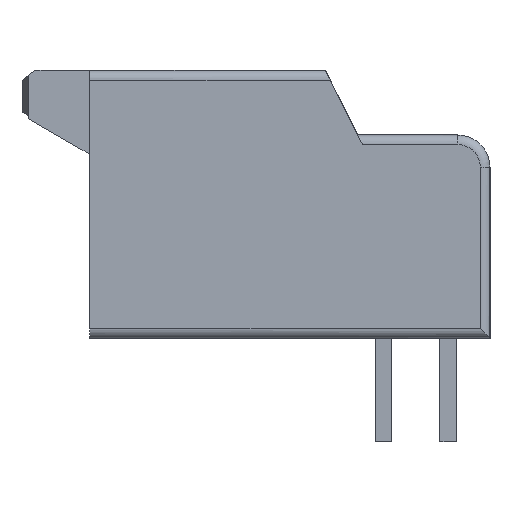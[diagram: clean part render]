
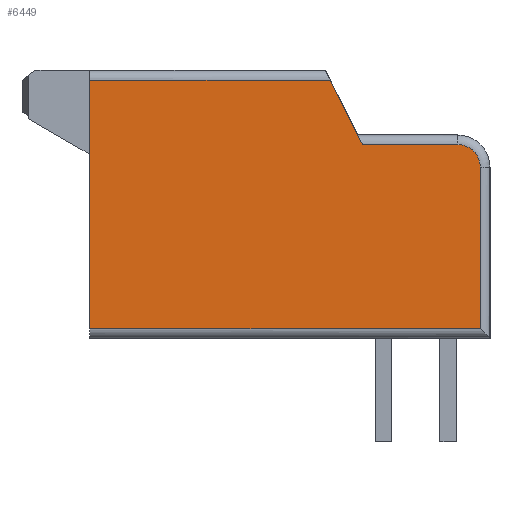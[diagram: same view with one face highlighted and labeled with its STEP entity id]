
A CAD part, left-side view. The second image highlights one B-rep face of the part: STEP entity #6449.
In plain terms, the highlighted planar face has unit normal (-1, 0, 0).
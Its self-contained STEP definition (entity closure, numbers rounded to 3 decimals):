
#54=DIRECTION('',(0.,0.447,0.894));
#55=VECTOR('',#54,2.236);
#56=CARTESIAN_POINT('',(-17.,-6.125,2.1));
#57=LINE('',#56,#55);
#64=CARTESIAN_POINT('',(-17.,-5.125,4.1));
#689=DIRECTION('',(0.,1.,0.));
#690=VECTOR('',#689,7.45);
#691=CARTESIAN_POINT('',(-17.,-5.125,4.1));
#692=LINE('',#691,#690);
#693=DIRECTION('',(0.,1.,0.));
#694=VECTOR('',#693,2.95);
#695=CARTESIAN_POINT('',(-17.,-9.075,2.1));
#696=LINE('',#695,#694);
#697=CARTESIAN_POINT('',(-17.,-9.075,1.4));
#698=DIRECTION('',(-1.,0.,0.));
#699=DIRECTION('',(0.,-1.,0.));
#700=AXIS2_PLACEMENT_3D('',#697,#698,#699);
#702=DIRECTION('',(0.,0.,1.));
#703=VECTOR('',#702,5.);
#704=CARTESIAN_POINT('',(-17.,-9.775,-3.6));
#705=LINE('',#704,#703);
#706=DIRECTION('',(0.,-1.,0.));
#707=VECTOR('',#706,12.1);
#708=CARTESIAN_POINT('',(-17.,2.325,-3.6));
#709=LINE('',#708,#707);
#710=DIRECTION('',(0.,0.,-1.));
#711=VECTOR('',#710,7.7);
#712=CARTESIAN_POINT('',(-17.,2.325,4.1));
#713=LINE('',#712,#711);
#4427=CARTESIAN_POINT('',(-17.,2.325,4.1));
#4429=VERTEX_POINT('',#4427);
#4433=VERTEX_POINT('',#64);
#4438=CARTESIAN_POINT('',(-17.,-9.075,2.1));
#4439=CARTESIAN_POINT('',(-17.,-6.125,2.1));
#4440=VERTEX_POINT('',#4438);
#4441=VERTEX_POINT('',#4439);
#4442=CARTESIAN_POINT('',(-17.,-9.775,1.4));
#4443=VERTEX_POINT('',#4442);
#4446=CARTESIAN_POINT('',(-17.,-9.775,-3.6));
#4447=VERTEX_POINT('',#4446);
#4451=CARTESIAN_POINT('',(-17.,2.325,-3.6));
#4453=VERTEX_POINT('',#4451);
#6433=CARTESIAN_POINT('',(-17.,2.325,0.));
#6434=DIRECTION('',(-1.,0.,0.));
#6435=DIRECTION('',(0.,0.,-1.));
#6436=AXIS2_PLACEMENT_3D('',#6433,#6434,#6435);
#6437=PLANE('',#6436);
#6438=ORIENTED_EDGE('',*,*,#5745,.F.);
#6439=ORIENTED_EDGE('',*,*,#5626,.F.);
#6440=ORIENTED_EDGE('',*,*,#6412,.F.);
#6441=ORIENTED_EDGE('',*,*,#6423,.F.);
#6443=ORIENTED_EDGE('',*,*,#6442,.F.);
#6445=ORIENTED_EDGE('',*,*,#6444,.F.);
#6446=ORIENTED_EDGE('',*,*,#5761,.F.);
#6447=EDGE_LOOP('',(#6438,#6439,#6440,#6441,#6443,#6445,#6446));
#6448=FACE_OUTER_BOUND('',#6447,.F.);
#6449=ADVANCED_FACE('',(#6448),#6437,.T.);
#701=CIRCLE('',#700,0.7);
#5626=EDGE_CURVE('',#4441,#4433,#57,.T.);
#5745=EDGE_CURVE('',#4433,#4429,#692,.T.);
#5761=EDGE_CURVE('',#4429,#4453,#713,.T.);
#6412=EDGE_CURVE('',#4440,#4441,#696,.T.);
#6423=EDGE_CURVE('',#4443,#4440,#701,.T.);
#6442=EDGE_CURVE('',#4447,#4443,#705,.T.);
#6444=EDGE_CURVE('',#4453,#4447,#709,.T.);
